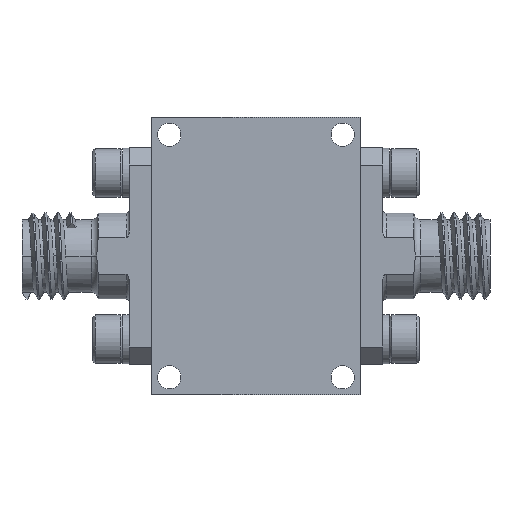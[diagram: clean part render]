
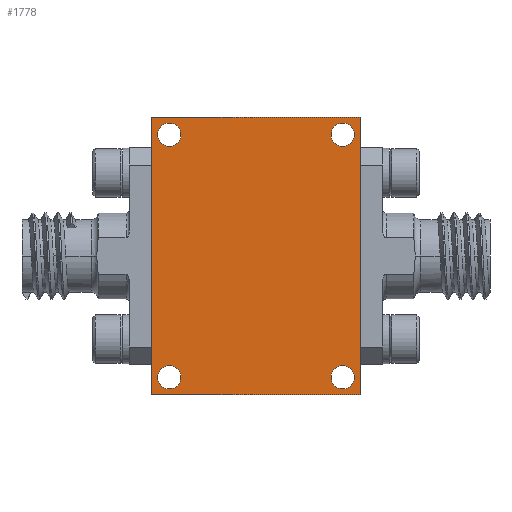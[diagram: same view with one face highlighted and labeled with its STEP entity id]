
A CAD part, front view. The second image highlights one B-rep face of the part: STEP entity #1778.
In plain terms, the highlighted planar face has unit normal (0, -1, 0).
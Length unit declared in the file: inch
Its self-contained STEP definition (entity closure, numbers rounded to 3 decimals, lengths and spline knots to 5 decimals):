
#8 = VERTEX_POINT ( 'NONE', #14481 ) ;
#49 = AXIS2_PLACEMENT_3D ( 'NONE', #4411, #5703, #10248 ) ;
#381 = VERTEX_POINT ( 'NONE', #14262 ) ;
#470 = FACE_BOUND ( 'NONE', #10311, .T. ) ;
#702 = CARTESIAN_POINT ( 'NONE',  ( -0.3, 0., 0.4 ) ) ;
#727 = VERTEX_POINT ( 'NONE', #14340 ) ;
#1226 = EDGE_CURVE ( 'NONE', #4416, #9864, #6066, .T. ) ;
#1256 = VERTEX_POINT ( 'NONE', #9789 ) ;
#1560 = DIRECTION ( 'NONE',  ( 0., 0., 1. ) ) ;
#1778 = ADVANCED_FACE ( 'NONE', ( #470, #9607, #2663, #7352, #9827 ), #3904, .F. ) ;
#1790 = CIRCLE ( 'NONE', #49, 0.0335 ) ;
#2054 = CARTESIAN_POINT ( 'NONE',  ( -0.25, 0., 0.35 ) ) ;
#2226 = AXIS2_PLACEMENT_3D ( 'NONE', #15223, #7103, #4663 ) ;
#2321 = LINE ( 'NONE', #7006, #14081 ) ;
#2406 = VECTOR ( 'NONE', #13539, 39.37008 ) ;
#2663 = FACE_BOUND ( 'NONE', #10722, .T. ) ;
#2847 = ORIENTED_EDGE ( 'NONE', *, *, #3043, .F. ) ;
#2867 = AXIS2_PLACEMENT_3D ( 'NONE', #3548, #12180, #5332 ) ;
#2956 = CARTESIAN_POINT ( 'NONE',  ( -0.3, 0., 0.4 ) ) ;
#3043 = EDGE_CURVE ( 'NONE', #3223, #12041, #5039, .T. ) ;
#3223 = VERTEX_POINT ( 'NONE', #702 ) ;
#3371 = CARTESIAN_POINT ( 'NONE',  ( 0.25, 0., -0.3835 ) ) ;
#3378 = ORIENTED_EDGE ( 'NONE', *, *, #12211, .F. ) ;
#3410 = VERTEX_POINT ( 'NONE', #4167 ) ;
#3413 = ORIENTED_EDGE ( 'NONE', *, *, #9656, .T. ) ;
#3500 = ORIENTED_EDGE ( 'NONE', *, *, #11466, .T. ) ;
#3548 = CARTESIAN_POINT ( 'NONE',  ( 0.25, 0., -0.35 ) ) ;
#3641 = VECTOR ( 'NONE', #10043, 39.37008 ) ;
#3686 = CIRCLE ( 'NONE', #12311, 0.0335 ) ;
#3904 = PLANE ( 'NONE',  #7330 ) ;
#3998 = DIRECTION ( 'NONE',  ( 0., 0., 1. ) ) ;
#4061 = DIRECTION ( 'NONE',  ( 0., 0., 1. ) ) ;
#4149 = ORIENTED_EDGE ( 'NONE', *, *, #4677, .T. ) ;
#4167 = CARTESIAN_POINT ( 'NONE',  ( 0.25, 0., 0.3165 ) ) ;
#4287 = LINE ( 'NONE', #12459, #6931 ) ;
#4399 = EDGE_CURVE ( 'NONE', #4548, #3410, #8601, .T. ) ;
#4411 = CARTESIAN_POINT ( 'NONE',  ( 0.25, 0., -0.35 ) ) ;
#4416 = VERTEX_POINT ( 'NONE', #9919 ) ;
#4548 = VERTEX_POINT ( 'NONE', #10909 ) ;
#4558 = CIRCLE ( 'NONE', #6017, 0.0335 ) ;
#4663 = DIRECTION ( 'NONE',  ( 0., 0., 1. ) ) ;
#4677 = EDGE_CURVE ( 'NONE', #15121, #6446, #14969, .T. ) ;
#4833 = ORIENTED_EDGE ( 'NONE', *, *, #14753, .F. ) ;
#5018 = EDGE_CURVE ( 'NONE', #381, #1256, #3686, .T. ) ;
#5039 = LINE ( 'NONE', #10074, #2406 ) ;
#5214 = CARTESIAN_POINT ( 'NONE',  ( 0., 0., 0. ) ) ;
#5332 = DIRECTION ( 'NONE',  ( 0., 0., 1. ) ) ;
#5363 = CARTESIAN_POINT ( 'NONE',  ( -0.25, 0., -0.35 ) ) ;
#5703 = DIRECTION ( 'NONE',  ( 0., 1., 0. ) ) ;
#6017 = AXIS2_PLACEMENT_3D ( 'NONE', #5363, #6785, #10342 ) ;
#6066 = CIRCLE ( 'NONE', #2867, 0.0335 ) ;
#6446 = VERTEX_POINT ( 'NONE', #12422 ) ;
#6473 = DIRECTION ( 'NONE',  ( 0., 1., 0. ) ) ;
#6747 = DIRECTION ( 'NONE',  ( 0., 0., 1. ) ) ;
#6785 = DIRECTION ( 'NONE',  ( 0., 1., 0. ) ) ;
#6931 = VECTOR ( 'NONE', #8673, 39.37008 ) ;
#7006 = CARTESIAN_POINT ( 'NONE',  ( 0.3, 0., 0.4 ) ) ;
#7103 = DIRECTION ( 'NONE',  ( 0., 1., 0. ) ) ;
#7330 = AXIS2_PLACEMENT_3D ( 'NONE', #5214, #10756, #4061 ) ;
#7352 = FACE_BOUND ( 'NONE', #12993, .T. ) ;
#7543 = CARTESIAN_POINT ( 'NONE',  ( 0.3, 0., 0.4 ) ) ;
#8543 = DIRECTION ( 'NONE',  ( 0., 1., 0. ) ) ;
#8601 = CIRCLE ( 'NONE', #13263, 0.0335 ) ;
#8673 = DIRECTION ( 'NONE',  ( -1., 0., 0. ) ) ;
#9395 = ORIENTED_EDGE ( 'NONE', *, *, #13679, .T. ) ;
#9580 = DIRECTION ( 'NONE',  ( 0., 0., 1. ) ) ;
#9607 = FACE_BOUND ( 'NONE', #10350, .T. ) ;
#9656 = EDGE_CURVE ( 'NONE', #9864, #4416, #1790, .T. ) ;
#9703 = AXIS2_PLACEMENT_3D ( 'NONE', #2054, #12789, #6747 ) ;
#9723 = CARTESIAN_POINT ( 'NONE',  ( -0.25, 0., -0.35 ) ) ;
#9789 = CARTESIAN_POINT ( 'NONE',  ( -0.25, 0., -0.3165 ) ) ;
#9827 = FACE_OUTER_BOUND ( 'NONE', #10975, .T. ) ;
#9864 = VERTEX_POINT ( 'NONE', #3371 ) ;
#9919 = CARTESIAN_POINT ( 'NONE',  ( 0.25, 0., -0.3165 ) ) ;
#10043 = DIRECTION ( 'NONE',  ( 0., 0., 1. ) ) ;
#10074 = CARTESIAN_POINT ( 'NONE',  ( 0.3, 0., 0.4 ) ) ;
#10248 = DIRECTION ( 'NONE',  ( 0., 0., 1. ) ) ;
#10311 = EDGE_LOOP ( 'NONE', ( #9395, #14436 ) ) ;
#10342 = DIRECTION ( 'NONE',  ( 0., 0., 1. ) ) ;
#10350 = EDGE_LOOP ( 'NONE', ( #12134, #3413 ) ) ;
#10478 = AXIS2_PLACEMENT_3D ( 'NONE', #11289, #6473, #1560 ) ;
#10722 = EDGE_LOOP ( 'NONE', ( #13788, #4149 ) ) ;
#10756 = DIRECTION ( 'NONE',  ( 0., 1., 0. ) ) ;
#10909 = CARTESIAN_POINT ( 'NONE',  ( 0.25, 0., 0.3835 ) ) ;
#10932 = CIRCLE ( 'NONE', #9703, 0.0335 ) ;
#10975 = EDGE_LOOP ( 'NONE', ( #3378, #12334, #4833, #2847 ) ) ;
#11255 = EDGE_CURVE ( 'NONE', #8, #727, #4287, .T. ) ;
#11289 = CARTESIAN_POINT ( 'NONE',  ( 0.25, 0., 0.35 ) ) ;
#11465 = ORIENTED_EDGE ( 'NONE', *, *, #4399, .T. ) ;
#11466 = EDGE_CURVE ( 'NONE', #3410, #4548, #12222, .T. ) ;
#11646 = DIRECTION ( 'NONE',  ( 0., 0., -1. ) ) ;
#11885 = DIRECTION ( 'NONE',  ( 0., 1., 0. ) ) ;
#12041 = VERTEX_POINT ( 'NONE', #7543 ) ;
#12134 = ORIENTED_EDGE ( 'NONE', *, *, #1226, .T. ) ;
#12180 = DIRECTION ( 'NONE',  ( 0., 1., 0. ) ) ;
#12211 = EDGE_CURVE ( 'NONE', #727, #3223, #12444, .T. ) ;
#12222 = CIRCLE ( 'NONE', #10478, 0.0335 ) ;
#12311 = AXIS2_PLACEMENT_3D ( 'NONE', #9723, #11885, #9580 ) ;
#12334 = ORIENTED_EDGE ( 'NONE', *, *, #11255, .F. ) ;
#12422 = CARTESIAN_POINT ( 'NONE',  ( -0.25, 0., 0.3835 ) ) ;
#12444 = LINE ( 'NONE', #2956, #3641 ) ;
#12459 = CARTESIAN_POINT ( 'NONE',  ( 0.3, 0., -0.4 ) ) ;
#12789 = DIRECTION ( 'NONE',  ( 0., 1., 0. ) ) ;
#12993 = EDGE_LOOP ( 'NONE', ( #11465, #3500 ) ) ;
#13235 = CARTESIAN_POINT ( 'NONE',  ( 0.25, 0., 0.35 ) ) ;
#13263 = AXIS2_PLACEMENT_3D ( 'NONE', #13235, #8543, #3998 ) ;
#13298 = EDGE_CURVE ( 'NONE', #6446, #15121, #10932, .T. ) ;
#13539 = DIRECTION ( 'NONE',  ( 1., 0., 0. ) ) ;
#13679 = EDGE_CURVE ( 'NONE', #1256, #381, #4558, .T. ) ;
#13788 = ORIENTED_EDGE ( 'NONE', *, *, #13298, .T. ) ;
#14081 = VECTOR ( 'NONE', #11646, 39.37008 ) ;
#14262 = CARTESIAN_POINT ( 'NONE',  ( -0.25, 0., -0.3835 ) ) ;
#14340 = CARTESIAN_POINT ( 'NONE',  ( -0.3, 0., -0.4 ) ) ;
#14436 = ORIENTED_EDGE ( 'NONE', *, *, #5018, .T. ) ;
#14481 = CARTESIAN_POINT ( 'NONE',  ( 0.3, 0., -0.4 ) ) ;
#14753 = EDGE_CURVE ( 'NONE', #12041, #8, #2321, .T. ) ;
#14920 = CARTESIAN_POINT ( 'NONE',  ( -0.25, 0., 0.3165 ) ) ;
#14969 = CIRCLE ( 'NONE', #2226, 0.0335 ) ;
#15121 = VERTEX_POINT ( 'NONE', #14920 ) ;
#15223 = CARTESIAN_POINT ( 'NONE',  ( -0.25, 0., 0.35 ) ) ;
